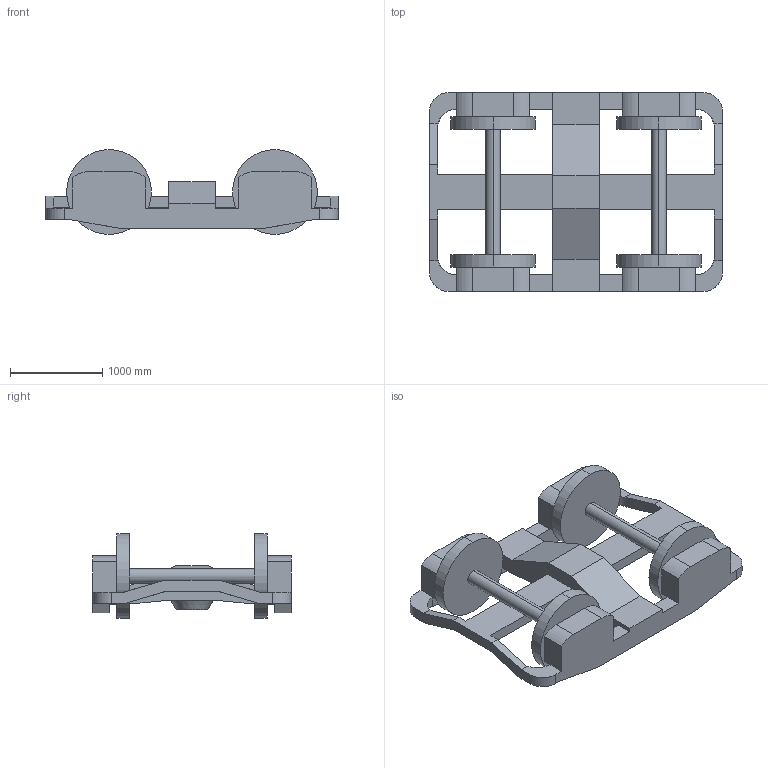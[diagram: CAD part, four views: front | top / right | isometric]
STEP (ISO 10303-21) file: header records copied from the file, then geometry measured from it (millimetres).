
FILE_DESCRIPTION (( 'STEP AP214' ), '1' );
FILE_NAME ('Y25_BackwardBogies_MoreDetailed.STEP', '2024-03-19T13:52:36', ( '' ), ( '' ), 'SwSTEP 2.0', 'SolidWorks 2022', '' );
FILE_SCHEMA (( 'AUTOMOTIVE_DESIGN' ));
Length unit declared in the file: metre
Products named in the file (1): Y25_BackwardBogies_MoreDetailed
Bounding box: 3177.14 x 2155 x 920 mm (x, y, z)
Surface area: 20523721.9 mm2 (no closed solid volume)
Topology: 0 solids, 1 shells, 113 faces, 336 edges, 220 vertices
Faces by surface type: plane 83, cylinder 28, cone 2
Entity records: 3817 total; most frequent: CARTESIAN_POINT 706, ORIENTED_EDGE 672, DIRECTION 620, EDGE_CURVE 336, LINE 256, VECTOR 256, VERTEX_POINT 220, AXIS2_PLACEMENT_3D 182
